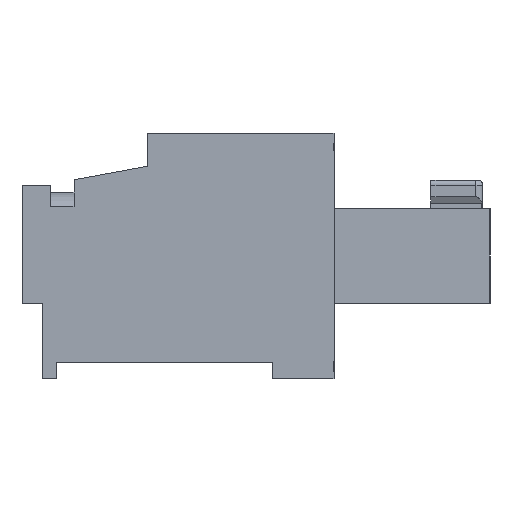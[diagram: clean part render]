
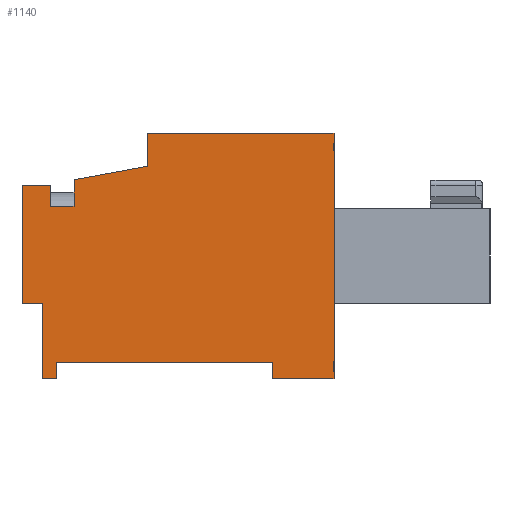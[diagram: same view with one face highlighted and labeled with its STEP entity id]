
A CAD part, front view. The second image highlights one B-rep face of the part: STEP entity #1140.
In plain terms, the highlighted planar face has unit normal (0, -1, 0).
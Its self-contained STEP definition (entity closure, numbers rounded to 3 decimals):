
#1140 = ADVANCED_FACE( '', ( #2709 ), #2710, .F. );
#2709 = FACE_OUTER_BOUND( '', #4979, .T. );
#2710 = PLANE( '', #4980 );
#4979 = EDGE_LOOP( '', ( #8611, #8612, #8613, #8614, #8615, #8616, #8617, #8618, #8619, #8620, #8621, #8622, #8623, #8624, #8625, #8626 ) );
#4980 = AXIS2_PLACEMENT_3D( '', #8627, #8628, #8629 );
#8611 = ORIENTED_EDGE( '', *, *, #12623, .F. );
#8612 = ORIENTED_EDGE( '', *, *, #13197, .T. );
#8613 = ORIENTED_EDGE( '', *, *, #13011, .T. );
#8614 = ORIENTED_EDGE( '', *, *, #13198, .T. );
#8615 = ORIENTED_EDGE( '', *, *, #13199, .F. );
#8616 = ORIENTED_EDGE( '', *, *, #13200, .T. );
#8617 = ORIENTED_EDGE( '', *, *, #12468, .T. );
#8618 = ORIENTED_EDGE( '', *, *, #12138, .F. );
#8619 = ORIENTED_EDGE( '', *, *, #13201, .T. );
#8620 = ORIENTED_EDGE( '', *, *, #13040, .T. );
#8621 = ORIENTED_EDGE( '', *, *, #13143, .F. );
#8622 = ORIENTED_EDGE( '', *, *, #12830, .T. );
#8623 = ORIENTED_EDGE( '', *, *, #13202, .T. );
#8624 = ORIENTED_EDGE( '', *, *, #13203, .F. );
#8625 = ORIENTED_EDGE( '', *, *, #13088, .T. );
#8626 = ORIENTED_EDGE( '', *, *, #13204, .T. );
#8627 = CARTESIAN_POINT( '', ( -6.3, -11.055, 0. ) );
#8628 = DIRECTION( '', ( 0., 1., 0. ) );
#8629 = DIRECTION( '', ( 0., 0., -1. ) );
#12138 = EDGE_CURVE( '', #14306, #14302, #14308, .T. );
#12468 = EDGE_CURVE( '', #14880, #14302, #14882, .T. );
#12623 = EDGE_CURVE( '', #15135, #15133, #15137, .T. );
#12830 = EDGE_CURVE( '', #15476, #15478, #15480, .T. );
#13011 = EDGE_CURVE( '', #15751, #15753, #15755, .T. );
#13040 = EDGE_CURVE( '', #15801, #15802, #15803, .T. );
#13088 = EDGE_CURVE( '', #15869, #15871, #15873, .T. );
#13143 = EDGE_CURVE( '', #15476, #15802, #15962, .T. );
#13197 = EDGE_CURVE( '', #15135, #15751, #16036, .T. );
#13198 = EDGE_CURVE( '', #15753, #16037, #16038, .T. );
#13199 = EDGE_CURVE( '', #16039, #16037, #16040, .T. );
#13200 = EDGE_CURVE( '', #16039, #14880, #16041, .T. );
#13201 = EDGE_CURVE( '', #14306, #15801, #16042, .T. );
#13202 = EDGE_CURVE( '', #15478, #16043, #16044, .T. );
#13203 = EDGE_CURVE( '', #15869, #16043, #16045, .T. );
#13204 = EDGE_CURVE( '', #15871, #15133, #16046, .T. );
#14302 = VERTEX_POINT( '', #17408 );
#14306 = VERTEX_POINT( '', #17414 );
#14308 = LINE( '', #17417, #17418 );
#14880 = VERTEX_POINT( '', #18191 );
#14882 = LINE( '', #18194, #18195 );
#15133 = VERTEX_POINT( '', #18540 );
#15135 = VERTEX_POINT( '', #18543 );
#15137 = LINE( '', #18546, #18547 );
#15476 = VERTEX_POINT( '', #19006 );
#15478 = VERTEX_POINT( '', #19009 );
#15480 = LINE( '', #19012, #19013 );
#15751 = VERTEX_POINT( '', #19379 );
#15753 = VERTEX_POINT( '', #19382 );
#15755 = LINE( '', #19385, #19386 );
#15801 = VERTEX_POINT( '', #19447 );
#15802 = VERTEX_POINT( '', #19448 );
#15803 = LINE( '', #19449, #19450 );
#15869 = VERTEX_POINT( '', #19542 );
#15871 = VERTEX_POINT( '', #19545 );
#15873 = LINE( '', #19548, #19549 );
#15962 = LINE( '', #19673, #19674 );
#16036 = LINE( '', #19783, #19784 );
#16037 = VERTEX_POINT( '', #19785 );
#16038 = LINE( '', #19786, #19787 );
#16039 = VERTEX_POINT( '', #19788 );
#16040 = LINE( '', #19789, #19790 );
#16041 = LINE( '', #19791, #19792 );
#16042 = LINE( '', #19793, #19794 );
#16043 = VERTEX_POINT( '', #19795 );
#16044 = LINE( '', #19796, #19797 );
#16045 = LINE( '', #19798, #19799 );
#16046 = LINE( '', #19800, #19801 );
#17408 = CARTESIAN_POINT( '', ( -7.9, -11.055, -1.402 ) );
#17414 = CARTESIAN_POINT( '', ( -11., -11.055, -1.971 ) );
#17417 = CARTESIAN_POINT( '', ( -11.7, -11.055, -2.1 ) );
#17418 = VECTOR( '', #21554, 1000. );
#18191 = CARTESIAN_POINT( '', ( -7.9, -11.055, 0. ) );
#18194 = CARTESIAN_POINT( '', ( -7.9, -11.055, 0. ) );
#18195 = VECTOR( '', #21952, 1000. );
#18540 = CARTESIAN_POINT( '', ( -11.75, -11.055, -10.4 ) );
#18543 = CARTESIAN_POINT( '', ( -11.75, -11.055, -9.7 ) );
#18546 = CARTESIAN_POINT( '', ( -11.75, -11.055, -10.4 ) );
#18547 = VECTOR( '', #22118, 1000. );
#19006 = CARTESIAN_POINT( '', ( -12., -11.055, -2.2 ) );
#19009 = CARTESIAN_POINT( '', ( -13.2, -11.055, -2.2 ) );
#19012 = CARTESIAN_POINT( '', ( -14.1, -11.055, -2.2 ) );
#19013 = VECTOR( '', #22352, 1000. );
#19379 = CARTESIAN_POINT( '', ( -2.6, -11.055, -9.7 ) );
#19382 = CARTESIAN_POINT( '', ( -2.6, -11.055, -10.4 ) );
#19385 = CARTESIAN_POINT( '', ( -2.6, -11.055, -9. ) );
#19386 = VECTOR( '', #22567, 1000. );
#19447 = CARTESIAN_POINT( '', ( -11., -11.055, -3.1 ) );
#19448 = CARTESIAN_POINT( '', ( -12., -11.055, -3.1 ) );
#19449 = CARTESIAN_POINT( '', ( -12.4, -11.055, -3.1 ) );
#19450 = VECTOR( '', #22601, 1000. );
#19542 = CARTESIAN_POINT( '', ( -12.35, -11.055, -7.2 ) );
#19545 = CARTESIAN_POINT( '', ( -12.35, -11.055, -10.4 ) );
#19548 = CARTESIAN_POINT( '', ( -12.35, -11.055, -10.4 ) );
#19549 = VECTOR( '', #22654, 1000. );
#19673 = CARTESIAN_POINT( '', ( -12., -11.055, -1.2 ) );
#19674 = VECTOR( '', #22726, 1000. );
#19783 = CARTESIAN_POINT( '', ( -6.3, -11.055, -9.7 ) );
#19784 = VECTOR( '', #22774, 1000. );
#19785 = CARTESIAN_POINT( '', ( 0., -11.055, -10.4 ) );
#19786 = CARTESIAN_POINT( '', ( 0., -11.055, -10.4 ) );
#19787 = VECTOR( '', #22775, 1000. );
#19788 = CARTESIAN_POINT( '', ( 0., -11.055, 0. ) );
#19789 = CARTESIAN_POINT( '', ( 0., -11.055, -9. ) );
#19790 = VECTOR( '', #22776, 1000. );
#19791 = CARTESIAN_POINT( '', ( -13.3, -11.055, 0. ) );
#19792 = VECTOR( '', #22777, 1000. );
#19793 = CARTESIAN_POINT( '', ( -11., -11.055, 0. ) );
#19794 = VECTOR( '', #22778, 1000. );
#19795 = CARTESIAN_POINT( '', ( -13.2, -11.055, -7.2 ) );
#19796 = CARTESIAN_POINT( '', ( -13.2, -11.055, -10.4 ) );
#19797 = VECTOR( '', #22779, 1000. );
#19798 = CARTESIAN_POINT( '', ( -13.2, -11.055, -7.2 ) );
#19799 = VECTOR( '', #22780, 1000. );
#19800 = CARTESIAN_POINT( '', ( -13.2, -11.055, -10.4 ) );
#19801 = VECTOR( '', #22781, 1000. );
#21554 = DIRECTION( '', ( 0.984, 0., 0.181 ) );
#21952 = DIRECTION( '', ( 0., 0., -1. ) );
#22118 = DIRECTION( '', ( 0., 0., -1. ) );
#22352 = DIRECTION( '', ( -1., 0., 0. ) );
#22567 = DIRECTION( '', ( 0., 0., -1. ) );
#22601 = DIRECTION( '', ( -1., 0., 0. ) );
#22654 = DIRECTION( '', ( 0., 0., -1. ) );
#22726 = DIRECTION( '', ( 0., 0., -1. ) );
#22774 = DIRECTION( '', ( 1., 0., 0. ) );
#22775 = DIRECTION( '', ( 1., 0., 0. ) );
#22776 = DIRECTION( '', ( 0., 0., -1. ) );
#22777 = DIRECTION( '', ( -1., 0., 0. ) );
#22778 = DIRECTION( '', ( 0., 0., -1. ) );
#22779 = DIRECTION( '', ( 0., 0., -1. ) );
#22780 = DIRECTION( '', ( -1., 0., 0. ) );
#22781 = DIRECTION( '', ( 1., 0., 0. ) );
